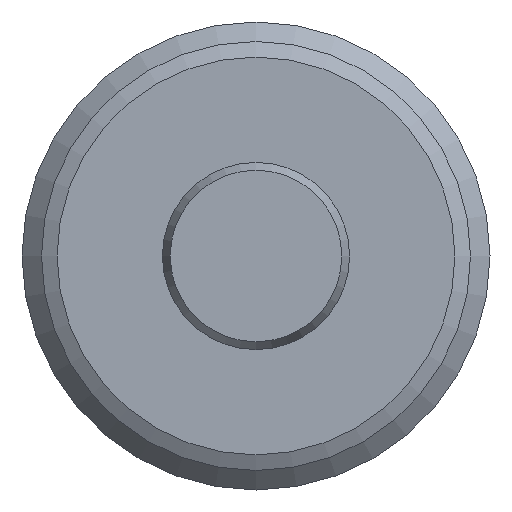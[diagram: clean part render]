
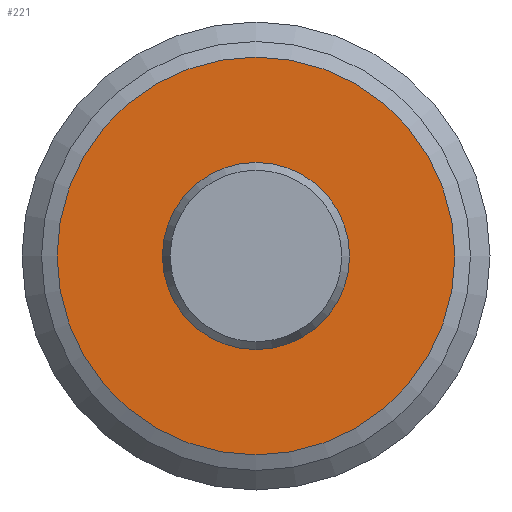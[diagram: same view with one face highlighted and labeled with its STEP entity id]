
A CAD part, front view. The second image highlights one B-rep face of the part: STEP entity #221.
In plain terms, the highlighted planar face has unit normal (0, -1, 0).
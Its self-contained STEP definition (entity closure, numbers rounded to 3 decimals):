
#23=PLANE($,#253);
#38=FACE_BOUND($,#101,.T.);
#68=FACE_OUTER_BOUND($,#100,.T.);
#100=EDGE_LOOP($,(#191));
#101=EDGE_LOOP($,(#192));
#121=CIRCLE($,#252,5.5);
#122=CIRCLE($,#254,12.75);
#140=VERTEX_POINT($,#514);
#141=VERTEX_POINT($,#517);
#159=EDGE_CURVE($,#140,#140,#121,.T.);
#160=EDGE_CURVE($,#141,#141,#122,.T.);
#191=ORIENTED_EDGE($,*,*,#160,.F.);
#192=ORIENTED_EDGE($,*,*,#159,.T.);
#221=ADVANCED_FACE($,(#68,#38),#23,.T.);
#252=AXIS2_PLACEMENT_3D($,#515,#312,#313);
#253=AXIS2_PLACEMENT_3D($,#516,#314,#315);
#254=AXIS2_PLACEMENT_3D($,#518,#316,#317);
#312=DIRECTION('center_axis',(0.,1.,0.));
#313=DIRECTION('ref_axis',(-1.,0.,0.));
#314=DIRECTION('center_axis',(0.,-1.,0.));
#315=DIRECTION('ref_axis',(1.,0.,0.));
#316=DIRECTION('center_axis',(0.,1.,0.));
#317=DIRECTION('ref_axis',(-1.,0.,0.));
#514=CARTESIAN_POINT('',(-5.5,-50.5,0.));
#515=CARTESIAN_POINT('Origin',(0.,-50.5,0.));
#516=CARTESIAN_POINT('Origin',(-9.125,-50.5,0.));
#517=CARTESIAN_POINT('',(-12.75,-50.5,0.));
#518=CARTESIAN_POINT('Origin',(0.,-50.5,0.));
